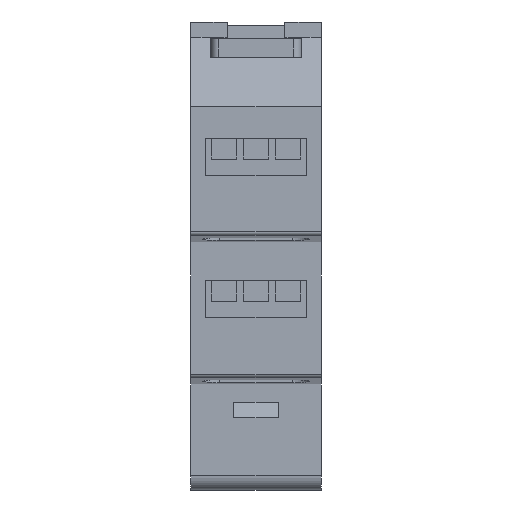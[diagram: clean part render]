
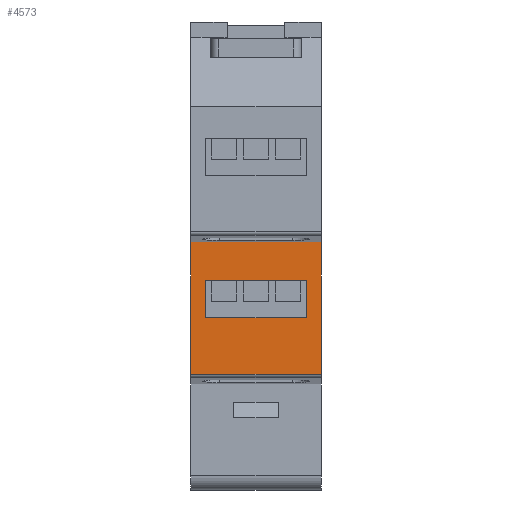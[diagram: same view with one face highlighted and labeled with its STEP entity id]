
A CAD part, front view. The second image highlights one B-rep face of the part: STEP entity #4573.
In plain terms, the highlighted planar face has unit normal (0, -1, 0).
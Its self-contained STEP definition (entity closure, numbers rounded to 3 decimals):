
#67 = LINE ( 'NONE', #10228, #1498 ) ;
#157 = CARTESIAN_POINT ( 'NONE',  ( 9.05, -33.5, -30.5 ) ) ;
#508 = EDGE_LOOP ( 'NONE', ( #4005, #6751, #8262, #8162 ) ) ;
#621 = CARTESIAN_POINT ( 'NONE',  ( 9.05, -33.5, -48.838 ) ) ;
#705 = CARTESIAN_POINT ( 'NONE',  ( 7., -33.5, -41.037 ) ) ;
#906 = VECTOR ( 'NONE', #2055, 1000. ) ;
#1264 = LINE ( 'NONE', #7147, #3397 ) ;
#1498 = VECTOR ( 'NONE', #7606, 1000. ) ;
#1852 = EDGE_CURVE ( 'NONE', #9201, #5036, #5932, .T. ) ;
#2055 = DIRECTION ( 'NONE',  ( 0., 0., -1. ) ) ;
#2065 = EDGE_CURVE ( 'NONE', #6468, #4011, #6145, .T. ) ;
#2420 = EDGE_LOOP ( 'NONE', ( #5332, #4164, #2756, #10714 ) ) ;
#2756 = ORIENTED_EDGE ( 'NONE', *, *, #2065, .T. ) ;
#2825 = DIRECTION ( 'NONE',  ( 0., 1., 0. ) ) ;
#2827 = AXIS2_PLACEMENT_3D ( 'NONE', #10350, #2825, #9528 ) ;
#3182 = DIRECTION ( 'NONE',  ( 0., 0., -1. ) ) ;
#3283 = EDGE_CURVE ( 'NONE', #9201, #3652, #7772, .T. ) ;
#3374 = VECTOR ( 'NONE', #4790, 1000. ) ;
#3388 = EDGE_CURVE ( 'NONE', #3652, #8900, #3854, .T. ) ;
#3397 = VECTOR ( 'NONE', #4678, 1000. ) ;
#3642 = FACE_BOUND ( 'NONE', #2420, .T. ) ;
#3652 = VERTEX_POINT ( 'NONE', #10219 ) ;
#3854 = LINE ( 'NONE', #621, #3374 ) ;
#4005 = ORIENTED_EDGE ( 'NONE', *, *, #10495, .T. ) ;
#4008 = EDGE_CURVE ( 'NONE', #5341, #10438, #4934, .T. ) ;
#4011 = VERTEX_POINT ( 'NONE', #705 ) ;
#4164 = ORIENTED_EDGE ( 'NONE', *, *, #5897, .T. ) ;
#4401 = DIRECTION ( 'NONE',  ( -1., 0., 0. ) ) ;
#4415 = CARTESIAN_POINT ( 'NONE',  ( 9.05, -33.5, -30.5 ) ) ;
#4443 = VECTOR ( 'NONE', #10418, 1000. ) ;
#4573 = ADVANCED_FACE ( 'NONE', ( #6165, #3642 ), #6996, .F. ) ;
#4678 = DIRECTION ( 'NONE',  ( 1., 0., 0. ) ) ;
#4790 = DIRECTION ( 'NONE',  ( -1., 0., 0. ) ) ;
#4934 = LINE ( 'NONE', #10707, #9360 ) ;
#5036 = VERTEX_POINT ( 'NONE', #6935 ) ;
#5283 = VECTOR ( 'NONE', #4401, 1000. ) ;
#5332 = ORIENTED_EDGE ( 'NONE', *, *, #4008, .F. ) ;
#5341 = VERTEX_POINT ( 'NONE', #7811 ) ;
#5428 = CARTESIAN_POINT ( 'NONE',  ( 7., -33.5, -35.837 ) ) ;
#5897 = EDGE_CURVE ( 'NONE', #5341, #6468, #8728, .T. ) ;
#5932 = LINE ( 'NONE', #157, #5283 ) ;
#6145 = LINE ( 'NONE', #8703, #6511 ) ;
#6165 = FACE_OUTER_BOUND ( 'NONE', #508, .T. ) ;
#6468 = VERTEX_POINT ( 'NONE', #5428 ) ;
#6511 = VECTOR ( 'NONE', #9823, 1000. ) ;
#6551 = CARTESIAN_POINT ( 'NONE',  ( 9.05, -33.5, -30.5 ) ) ;
#6718 = CARTESIAN_POINT ( 'NONE',  ( -9.05, -33.5, -48.838 ) ) ;
#6751 = ORIENTED_EDGE ( 'NONE', *, *, #3388, .F. ) ;
#6935 = CARTESIAN_POINT ( 'NONE',  ( -9.05, -33.5, -30.5 ) ) ;
#6996 = PLANE ( 'NONE',  #2827 ) ;
#7147 = CARTESIAN_POINT ( 'NONE',  ( -7., -33.5, -41.037 ) ) ;
#7291 = CARTESIAN_POINT ( 'NONE',  ( -7., -33.5, -35.837 ) ) ;
#7606 = DIRECTION ( 'NONE',  ( 0., 0., -1. ) ) ;
#7772 = LINE ( 'NONE', #4415, #906 ) ;
#7811 = CARTESIAN_POINT ( 'NONE',  ( -7., -33.5, -35.837 ) ) ;
#8162 = ORIENTED_EDGE ( 'NONE', *, *, #1852, .T. ) ;
#8227 = EDGE_CURVE ( 'NONE', #10438, #4011, #1264, .T. ) ;
#8262 = ORIENTED_EDGE ( 'NONE', *, *, #3283, .F. ) ;
#8703 = CARTESIAN_POINT ( 'NONE',  ( 7., -33.5, -35.837 ) ) ;
#8728 = LINE ( 'NONE', #7291, #4443 ) ;
#8900 = VERTEX_POINT ( 'NONE', #6718 ) ;
#9201 = VERTEX_POINT ( 'NONE', #6551 ) ;
#9360 = VECTOR ( 'NONE', #3182, 1000. ) ;
#9528 = DIRECTION ( 'NONE',  ( 0., 0., 1. ) ) ;
#9823 = DIRECTION ( 'NONE',  ( 0., 0., -1. ) ) ;
#9910 = CARTESIAN_POINT ( 'NONE',  ( -7., -33.5, -41.037 ) ) ;
#10219 = CARTESIAN_POINT ( 'NONE',  ( 9.05, -33.5, -48.838 ) ) ;
#10228 = CARTESIAN_POINT ( 'NONE',  ( -9.05, -33.5, -30.5 ) ) ;
#10350 = CARTESIAN_POINT ( 'NONE',  ( 9.05, -33.5, -30.5 ) ) ;
#10418 = DIRECTION ( 'NONE',  ( 1., 0., 0. ) ) ;
#10438 = VERTEX_POINT ( 'NONE', #9910 ) ;
#10495 = EDGE_CURVE ( 'NONE', #5036, #8900, #67, .T. ) ;
#10707 = CARTESIAN_POINT ( 'NONE',  ( -7., -33.5, -35.837 ) ) ;
#10714 = ORIENTED_EDGE ( 'NONE', *, *, #8227, .F. ) ;
